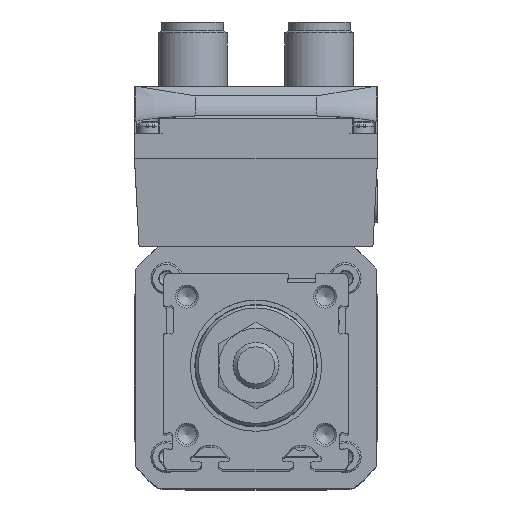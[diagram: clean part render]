
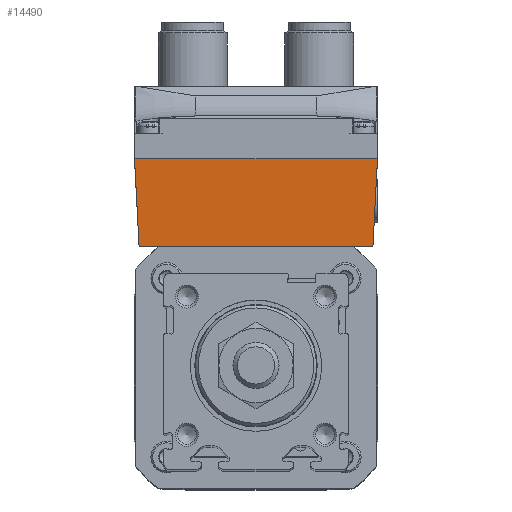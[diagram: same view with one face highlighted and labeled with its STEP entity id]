
A CAD part, top view. The second image highlights one B-rep face of the part: STEP entity #14490.
In plain terms, the highlighted planar face has unit normal (0, -0.052, 0.999).
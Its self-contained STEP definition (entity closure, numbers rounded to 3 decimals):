
#5042=ORIENTED_EDGE('',*,*,#6577,.T.);
#5043=ORIENTED_EDGE('',*,*,#6568,.F.);
#5044=ORIENTED_EDGE('',*,*,#6541,.F.);
#5045=ORIENTED_EDGE('',*,*,#6565,.F.);
#6541=EDGE_CURVE('',#8229,#8230,#9352,.T.);
#6565=EDGE_CURVE('',#8252,#8229,#9366,.T.);
#6568=EDGE_CURVE('',#8230,#8253,#9369,.T.);
#6577=EDGE_CURVE('',#8252,#8253,#9378,.T.);
#8229=VERTEX_POINT('',#26480);
#8230=VERTEX_POINT('',#26482);
#8252=VERTEX_POINT('',#26528);
#8253=VERTEX_POINT('',#26532);
#9352=LINE('',#26481,#10362);
#9366=LINE('',#26529,#10376);
#9369=LINE('',#26535,#10379);
#9378=LINE('',#26552,#10388);
#10362=VECTOR('',#21656,1000.);
#10376=VECTOR('',#21692,1000.);
#10379=VECTOR('',#21697,1000.);
#10388=VECTOR('',#21710,1000.);
#11999=EDGE_LOOP('',(#5042,#5043,#5044,#5045));
#13201=FACE_BOUND('',#11999,.T.);
#13629=PLANE('',#19171);
#14490=ADVANCED_FACE('',(#13201),#13629,.T.);
#19171=AXIS2_PLACEMENT_3D('',#28128,#23324,#23325);
#21656=DIRECTION('',(-1.,0.,0.));
#21692=DIRECTION('',(-0.052,-0.997,-0.052));
#21697=DIRECTION('',(-0.052,0.997,0.052));
#21710=DIRECTION('',(-1.,0.,0.));
#23324=DIRECTION('',(0.,-0.052,0.999));
#23325=DIRECTION('',(0.,-0.999,-0.052));
#26480=CARTESIAN_POINT('',(20.306,21.15,-1.094));
#26481=CARTESIAN_POINT('',(21.1,21.15,-1.094));
#26482=CARTESIAN_POINT('',(-20.306,21.15,-1.094));
#26528=CARTESIAN_POINT('',(21.1,36.3,-0.3));
#26529=CARTESIAN_POINT('',(21.115,36.587,-0.285));
#26532=CARTESIAN_POINT('',(-21.1,36.3,-0.3));
#26535=CARTESIAN_POINT('',(-20.323,21.478,-1.077));
#26552=CARTESIAN_POINT('',(21.1,36.3,-0.3));
#28128=CARTESIAN_POINT('',(21.1,21.15,-1.094));
